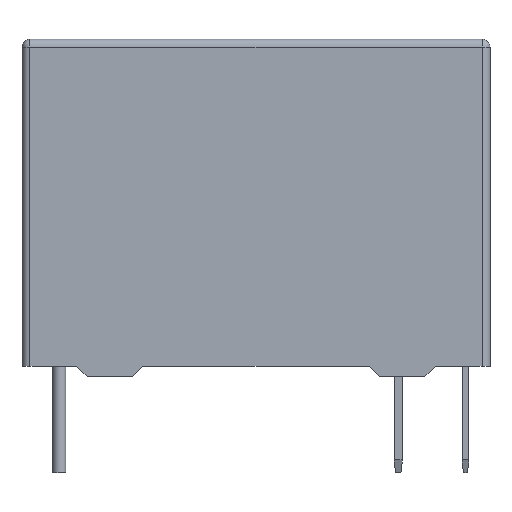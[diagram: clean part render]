
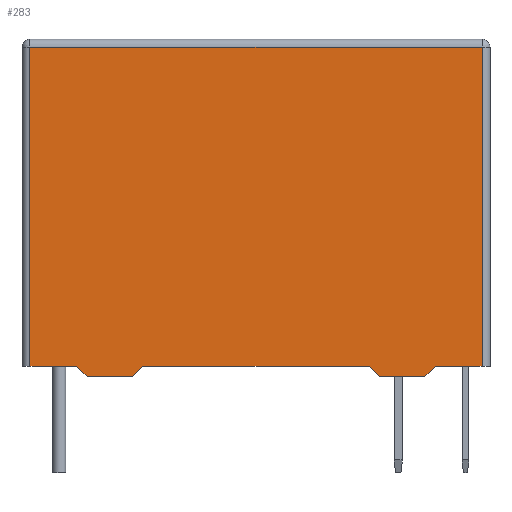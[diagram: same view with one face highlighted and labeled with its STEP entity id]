
A CAD part, front view. The second image highlights one B-rep face of the part: STEP entity #283.
In plain terms, the highlighted planar face has unit normal (0, -1, 0).
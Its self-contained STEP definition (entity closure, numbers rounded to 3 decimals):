
#183=PLANE('',#2083);
#283=ADVANCED_FACE('',(#412),#183,.T.);
#412=FACE_OUTER_BOUND('',#515,.T.);
#515=EDGE_LOOP('',(#790,#791,#792,#793,#794,#795,#796,#797,#798,#799,#800,
#801));
#790=ORIENTED_EDGE('',*,*,#1420,.T.);
#791=ORIENTED_EDGE('',*,*,#1378,.T.);
#792=ORIENTED_EDGE('',*,*,#1379,.T.);
#793=ORIENTED_EDGE('',*,*,#1375,.T.);
#794=ORIENTED_EDGE('',*,*,#1421,.T.);
#795=ORIENTED_EDGE('',*,*,#1372,.T.);
#796=ORIENTED_EDGE('',*,*,#1382,.F.);
#797=ORIENTED_EDGE('',*,*,#1369,.T.);
#798=ORIENTED_EDGE('',*,*,#1422,.T.);
#799=ORIENTED_EDGE('',*,*,#1398,.T.);
#800=ORIENTED_EDGE('',*,*,#1404,.T.);
#801=ORIENTED_EDGE('',*,*,#1386,.T.);
#1179=VERTEX_POINT('',#2814);
#1180=VERTEX_POINT('',#2816);
#1181=VERTEX_POINT('',#2820);
#1182=VERTEX_POINT('',#2822);
#1183=VERTEX_POINT('',#2826);
#1184=VERTEX_POINT('',#2828);
#1185=VERTEX_POINT('',#2832);
#1186=VERTEX_POINT('',#2834);
#1187=VERTEX_POINT('',#2846);
#1190=VERTEX_POINT('',#2851);
#1198=VERTEX_POINT('',#2876);
#1199=VERTEX_POINT('',#2878);
#1369=EDGE_CURVE('',#1179,#1180,#1613,.T.);
#1372=EDGE_CURVE('',#1181,#1182,#1616,.T.);
#1375=EDGE_CURVE('',#1183,#1184,#1619,.T.);
#1378=EDGE_CURVE('',#1185,#1186,#1622,.T.);
#1379=EDGE_CURVE('',#1186,#1183,#1623,.T.);
#1382=EDGE_CURVE('',#1179,#1182,#1626,.T.);
#1386=EDGE_CURVE('',#1187,#1190,#1628,.T.);
#1398=EDGE_CURVE('',#1199,#1198,#1633,.T.);
#1404=EDGE_CURVE('',#1198,#1187,#1636,.T.);
#1420=EDGE_CURVE('',#1190,#1185,#1648,.T.);
#1421=EDGE_CURVE('',#1184,#1181,#1649,.T.);
#1422=EDGE_CURVE('',#1180,#1199,#1650,.T.);
#1613=LINE('',#2817,#1827);
#1616=LINE('',#2823,#1830);
#1619=LINE('',#2829,#1833);
#1622=LINE('',#2835,#1836);
#1623=LINE('',#2837,#1837);
#1626=LINE('',#2843,#1840);
#1628=LINE('',#2852,#1842);
#1633=LINE('',#2877,#1847);
#1636=LINE('',#2888,#1850);
#1648=LINE('',#2917,#1862);
#1649=LINE('',#2918,#1863);
#1650=LINE('',#2919,#1864);
#1827=VECTOR('',#2288,1.);
#1830=VECTOR('',#2293,1.);
#1833=VECTOR('',#2298,1.);
#1836=VECTOR('',#2303,1.);
#1837=VECTOR('',#2306,1.);
#1840=VECTOR('',#2315,1.);
#1842=VECTOR('',#2323,1.);
#1847=VECTOR('',#2352,1.);
#1850=VECTOR('',#2365,1.);
#1862=VECTOR('',#2401,1.);
#1863=VECTOR('',#2402,1.);
#1864=VECTOR('',#2403,1.);
#2083=AXIS2_PLACEMENT_3D('',#2920,#2404,#2405);
#2288=DIRECTION('',(0.707,0.,0.707));
#2293=DIRECTION('',(0.707,0.,-0.707));
#2298=DIRECTION('',(0.707,0.,0.707));
#2303=DIRECTION('',(0.707,0.,-0.707));
#2306=DIRECTION('',(1.,0.,0.));
#2315=DIRECTION('',(-1.,0.,0.));
#2323=DIRECTION('',(0.,0.,-1.));
#2352=DIRECTION('',(0.,0.,1.));
#2365=DIRECTION('',(-1.,0.,0.));
#2401=DIRECTION('',(1.,0.,0.));
#2402=DIRECTION('',(1.,0.,0.));
#2403=DIRECTION('',(1.,0.,0.));
#2404=DIRECTION('',(0.,-1.,0.));
#2405=DIRECTION('',(0.,0.,1.));
#2814=CARTESIAN_POINT('',(5.85,-5.05,-0.9));
#2816=CARTESIAN_POINT('',(6.25,-5.05,-0.5));
#2817=CARTESIAN_POINT('',(9.025,-5.05,2.275));
#2820=CARTESIAN_POINT('',(3.75,-5.05,-0.5));
#2822=CARTESIAN_POINT('',(4.15,-5.05,-0.9));
#2823=CARTESIAN_POINT('',(-4.525,-5.05,7.775));
#2826=CARTESIAN_POINT('',(-5.15,-5.05,-0.9));
#2828=CARTESIAN_POINT('',(-4.75,-5.05,-0.5));
#2829=CARTESIAN_POINT('',(3.525,-5.05,7.775));
#2832=CARTESIAN_POINT('',(-7.25,-5.05,-0.5));
#2834=CARTESIAN_POINT('',(-6.85,-5.05,-0.9));
#2835=CARTESIAN_POINT('',(-10.025,-5.05,2.275));
#2837=CARTESIAN_POINT('',(-7.25,-5.05,-0.9));
#2843=CARTESIAN_POINT('',(6.25,-5.05,-0.9));
#2846=CARTESIAN_POINT('',(-9.,-5.05,11.5));
#2851=CARTESIAN_POINT('',(-9.,-5.05,-0.5));
#2852=CARTESIAN_POINT('',(-9.,-5.05,11.8));
#2876=CARTESIAN_POINT('',(8.,-5.05,11.5));
#2877=CARTESIAN_POINT('',(8.,-5.05,11.8));
#2878=CARTESIAN_POINT('',(8.,-5.05,-0.5));
#2888=CARTESIAN_POINT('',(-0.5,-5.05,11.5));
#2917=CARTESIAN_POINT('',(-0.5,-5.05,-0.5));
#2918=CARTESIAN_POINT('',(-0.5,-5.05,-0.5));
#2919=CARTESIAN_POINT('',(-0.5,-5.05,-0.5));
#2920=CARTESIAN_POINT('',(-0.5,-5.05,11.8));
